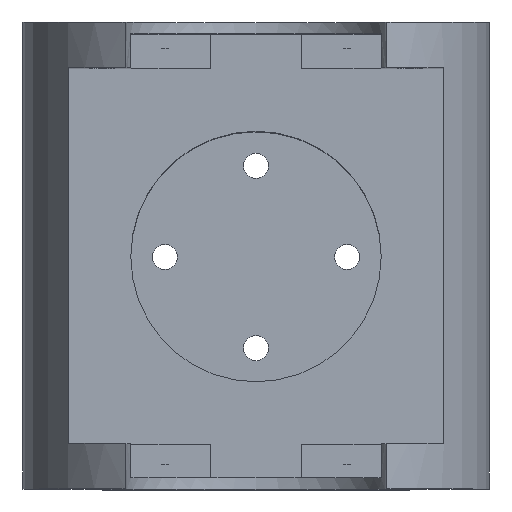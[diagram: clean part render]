
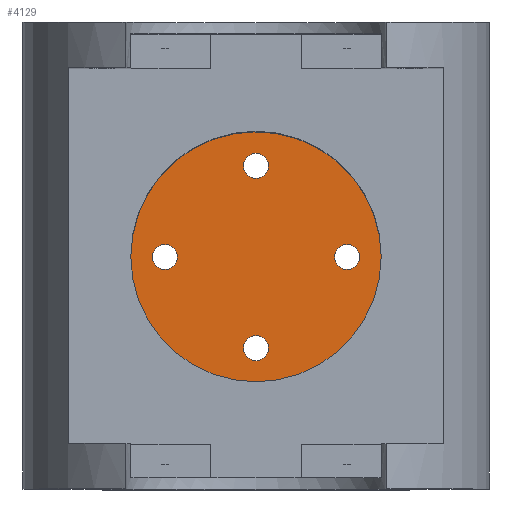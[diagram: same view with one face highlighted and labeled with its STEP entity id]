
A CAD part, top view. The second image highlights one B-rep face of the part: STEP entity #4129.
In plain terms, the highlighted planar face has unit normal (0, 0, 1).
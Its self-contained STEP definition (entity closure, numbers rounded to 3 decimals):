
#1113 = CYLINDRICAL_SURFACE('',#1114,1.1);
#1114 = AXIS2_PLACEMENT_3D('',#1115,#1116,#1117);
#1115 = CARTESIAN_POINT('',(8.,0.,-2.));
#1116 = DIRECTION('',(0.,0.,1.));
#1117 = DIRECTION('',(1.,0.,0.));
#1144 = CYLINDRICAL_SURFACE('',#1145,1.1);
#1145 = AXIS2_PLACEMENT_3D('',#1146,#1147,#1148);
#1146 = CARTESIAN_POINT('',(0.,-8.,-2.));
#1147 = DIRECTION('',(0.,0.,1.));
#1148 = DIRECTION('',(1.,0.,0.));
#1175 = CYLINDRICAL_SURFACE('',#1176,1.1);
#1176 = AXIS2_PLACEMENT_3D('',#1177,#1178,#1179);
#1177 = CARTESIAN_POINT('',(0.,8.,-2.));
#1178 = DIRECTION('',(0.,0.,1.));
#1179 = DIRECTION('',(1.,0.,0.));
#1206 = CYLINDRICAL_SURFACE('',#1207,1.1);
#1207 = AXIS2_PLACEMENT_3D('',#1208,#1209,#1210);
#1208 = CARTESIAN_POINT('',(-8.,0.,-2.));
#1209 = DIRECTION('',(0.,0.,1.));
#1210 = DIRECTION('',(1.,0.,0.));
#2184 = EDGE_CURVE('',#2185,#2185,#2187,.T.);
#2185 = VERTEX_POINT('',#2186);
#2186 = CARTESIAN_POINT('',(9.1,0.,2.));
#2187 = SURFACE_CURVE('',#2188,(#2193,#2200),.PCURVE_S1.);
#2188 = CIRCLE('',#2189,1.1);
#2189 = AXIS2_PLACEMENT_3D('',#2190,#2191,#2192);
#2190 = CARTESIAN_POINT('',(8.,0.,2.));
#2191 = DIRECTION('',(0.,0.,1.));
#2192 = DIRECTION('',(1.,0.,0.));
#2193 = PCURVE('',#1113,#2194);
#2194 = DEFINITIONAL_REPRESENTATION('',(#2195),#2199);
#2195 = LINE('',#2196,#2197);
#2196 = CARTESIAN_POINT('',(0.,4.));
#2197 = VECTOR('',#2198,1.);
#2198 = DIRECTION('',(1.,0.));
#2199 = ( GEOMETRIC_REPRESENTATION_CONTEXT(2) 
PARAMETRIC_REPRESENTATION_CONTEXT() REPRESENTATION_CONTEXT('2D SPACE',''
  ) );
#2200 = PCURVE('',#2201,#2206);
#2201 = PLANE('',#2202);
#2202 = AXIS2_PLACEMENT_3D('',#2203,#2204,#2205);
#2203 = CARTESIAN_POINT('',(0.,0.,2.));
#2204 = DIRECTION('',(0.,0.,1.));
#2205 = DIRECTION('',(1.,0.,0.));
#2206 = DEFINITIONAL_REPRESENTATION('',(#2207),#2211);
#2207 = CIRCLE('',#2208,1.1);
#2208 = AXIS2_PLACEMENT_2D('',#2209,#2210);
#2209 = CARTESIAN_POINT('',(8.,0.));
#2210 = DIRECTION('',(1.,0.));
#2211 = ( GEOMETRIC_REPRESENTATION_CONTEXT(2) 
PARAMETRIC_REPRESENTATION_CONTEXT() REPRESENTATION_CONTEXT('2D SPACE',''
  ) );
#2239 = EDGE_CURVE('',#2240,#2240,#2242,.T.);
#2240 = VERTEX_POINT('',#2241);
#2241 = CARTESIAN_POINT('',(1.1,-8.,2.));
#2242 = SURFACE_CURVE('',#2243,(#2248,#2255),.PCURVE_S1.);
#2243 = CIRCLE('',#2244,1.1);
#2244 = AXIS2_PLACEMENT_3D('',#2245,#2246,#2247);
#2245 = CARTESIAN_POINT('',(0.,-8.,2.));
#2246 = DIRECTION('',(0.,0.,1.));
#2247 = DIRECTION('',(1.,0.,0.));
#2248 = PCURVE('',#1144,#2249);
#2249 = DEFINITIONAL_REPRESENTATION('',(#2250),#2254);
#2250 = LINE('',#2251,#2252);
#2251 = CARTESIAN_POINT('',(0.,4.));
#2252 = VECTOR('',#2253,1.);
#2253 = DIRECTION('',(1.,0.));
#2254 = ( GEOMETRIC_REPRESENTATION_CONTEXT(2) 
PARAMETRIC_REPRESENTATION_CONTEXT() REPRESENTATION_CONTEXT('2D SPACE',''
  ) );
#2255 = PCURVE('',#2201,#2256);
#2256 = DEFINITIONAL_REPRESENTATION('',(#2257),#2261);
#2257 = CIRCLE('',#2258,1.1);
#2258 = AXIS2_PLACEMENT_2D('',#2259,#2260);
#2259 = CARTESIAN_POINT('',(0.,-8.));
#2260 = DIRECTION('',(1.,0.));
#2261 = ( GEOMETRIC_REPRESENTATION_CONTEXT(2) 
PARAMETRIC_REPRESENTATION_CONTEXT() REPRESENTATION_CONTEXT('2D SPACE',''
  ) );
#2289 = EDGE_CURVE('',#2290,#2290,#2292,.T.);
#2290 = VERTEX_POINT('',#2291);
#2291 = CARTESIAN_POINT('',(1.1,8.,2.));
#2292 = SURFACE_CURVE('',#2293,(#2298,#2305),.PCURVE_S1.);
#2293 = CIRCLE('',#2294,1.1);
#2294 = AXIS2_PLACEMENT_3D('',#2295,#2296,#2297);
#2295 = CARTESIAN_POINT('',(0.,8.,2.));
#2296 = DIRECTION('',(0.,0.,1.));
#2297 = DIRECTION('',(1.,0.,0.));
#2298 = PCURVE('',#1175,#2299);
#2299 = DEFINITIONAL_REPRESENTATION('',(#2300),#2304);
#2300 = LINE('',#2301,#2302);
#2301 = CARTESIAN_POINT('',(0.,4.));
#2302 = VECTOR('',#2303,1.);
#2303 = DIRECTION('',(1.,0.));
#2304 = ( GEOMETRIC_REPRESENTATION_CONTEXT(2) 
PARAMETRIC_REPRESENTATION_CONTEXT() REPRESENTATION_CONTEXT('2D SPACE',''
  ) );
#2305 = PCURVE('',#2201,#2306);
#2306 = DEFINITIONAL_REPRESENTATION('',(#2307),#2311);
#2307 = CIRCLE('',#2308,1.1);
#2308 = AXIS2_PLACEMENT_2D('',#2309,#2310);
#2309 = CARTESIAN_POINT('',(0.,8.));
#2310 = DIRECTION('',(1.,0.));
#2311 = ( GEOMETRIC_REPRESENTATION_CONTEXT(2) 
PARAMETRIC_REPRESENTATION_CONTEXT() REPRESENTATION_CONTEXT('2D SPACE',''
  ) );
#2339 = EDGE_CURVE('',#2340,#2340,#2342,.T.);
#2340 = VERTEX_POINT('',#2341);
#2341 = CARTESIAN_POINT('',(-6.9,0.,2.));
#2342 = SURFACE_CURVE('',#2343,(#2348,#2355),.PCURVE_S1.);
#2343 = CIRCLE('',#2344,1.1);
#2344 = AXIS2_PLACEMENT_3D('',#2345,#2346,#2347);
#2345 = CARTESIAN_POINT('',(-8.,0.,2.));
#2346 = DIRECTION('',(0.,0.,1.));
#2347 = DIRECTION('',(1.,0.,0.));
#2348 = PCURVE('',#1206,#2349);
#2349 = DEFINITIONAL_REPRESENTATION('',(#2350),#2354);
#2350 = LINE('',#2351,#2352);
#2351 = CARTESIAN_POINT('',(0.,4.));
#2352 = VECTOR('',#2353,1.);
#2353 = DIRECTION('',(1.,0.));
#2354 = ( GEOMETRIC_REPRESENTATION_CONTEXT(2) 
PARAMETRIC_REPRESENTATION_CONTEXT() REPRESENTATION_CONTEXT('2D SPACE',''
  ) );
#2355 = PCURVE('',#2201,#2356);
#2356 = DEFINITIONAL_REPRESENTATION('',(#2357),#2361);
#2357 = CIRCLE('',#2358,1.1);
#2358 = AXIS2_PLACEMENT_2D('',#2359,#2360);
#2359 = CARTESIAN_POINT('',(-8.,0.));
#2360 = DIRECTION('',(1.,0.));
#2361 = ( GEOMETRIC_REPRESENTATION_CONTEXT(2) 
PARAMETRIC_REPRESENTATION_CONTEXT() REPRESENTATION_CONTEXT('2D SPACE',''
  ) );
#3773 = CYLINDRICAL_SURFACE('',#3774,11.);
#3774 = AXIS2_PLACEMENT_3D('',#3775,#3776,#3777);
#3775 = CARTESIAN_POINT('',(0.,0.,2.));
#3776 = DIRECTION('',(0.,0.,1.));
#3777 = DIRECTION('',(1.,0.,0.));
#4129 = ADVANCED_FACE('',(#4130,#4156,#4159,#4162,#4165),#2201,.T.);
#4130 = FACE_BOUND('',#4131,.T.);
#4131 = EDGE_LOOP('',(#4132));
#4132 = ORIENTED_EDGE('',*,*,#4133,.T.);
#4133 = EDGE_CURVE('',#4134,#4134,#4136,.T.);
#4134 = VERTEX_POINT('',#4135);
#4135 = CARTESIAN_POINT('',(11.,0.,2.));
#4136 = SURFACE_CURVE('',#4137,(#4142,#4149),.PCURVE_S1.);
#4137 = CIRCLE('',#4138,11.);
#4138 = AXIS2_PLACEMENT_3D('',#4139,#4140,#4141);
#4139 = CARTESIAN_POINT('',(0.,0.,2.));
#4140 = DIRECTION('',(0.,0.,1.));
#4141 = DIRECTION('',(1.,0.,0.));
#4142 = PCURVE('',#2201,#4143);
#4143 = DEFINITIONAL_REPRESENTATION('',(#4144),#4148);
#4144 = CIRCLE('',#4145,11.);
#4145 = AXIS2_PLACEMENT_2D('',#4146,#4147);
#4146 = CARTESIAN_POINT('',(0.,0.));
#4147 = DIRECTION('',(1.,0.));
#4148 = ( GEOMETRIC_REPRESENTATION_CONTEXT(2) 
PARAMETRIC_REPRESENTATION_CONTEXT() REPRESENTATION_CONTEXT('2D SPACE',''
  ) );
#4149 = PCURVE('',#3773,#4150);
#4150 = DEFINITIONAL_REPRESENTATION('',(#4151),#4155);
#4151 = LINE('',#4152,#4153);
#4152 = CARTESIAN_POINT('',(0.,0.));
#4153 = VECTOR('',#4154,1.);
#4154 = DIRECTION('',(1.,0.));
#4155 = ( GEOMETRIC_REPRESENTATION_CONTEXT(2) 
PARAMETRIC_REPRESENTATION_CONTEXT() REPRESENTATION_CONTEXT('2D SPACE',''
  ) );
#4156 = FACE_BOUND('',#4157,.T.);
#4157 = EDGE_LOOP('',(#4158));
#4158 = ORIENTED_EDGE('',*,*,#2184,.F.);
#4159 = FACE_BOUND('',#4160,.T.);
#4160 = EDGE_LOOP('',(#4161));
#4161 = ORIENTED_EDGE('',*,*,#2239,.F.);
#4162 = FACE_BOUND('',#4163,.T.);
#4163 = EDGE_LOOP('',(#4164));
#4164 = ORIENTED_EDGE('',*,*,#2289,.F.);
#4165 = FACE_BOUND('',#4166,.T.);
#4166 = EDGE_LOOP('',(#4167));
#4167 = ORIENTED_EDGE('',*,*,#2339,.F.);
